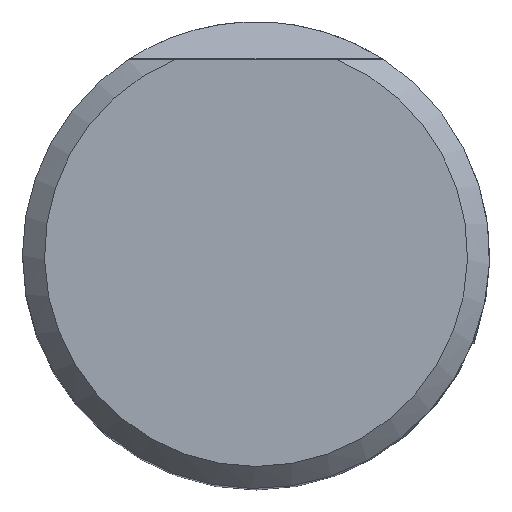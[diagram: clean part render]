
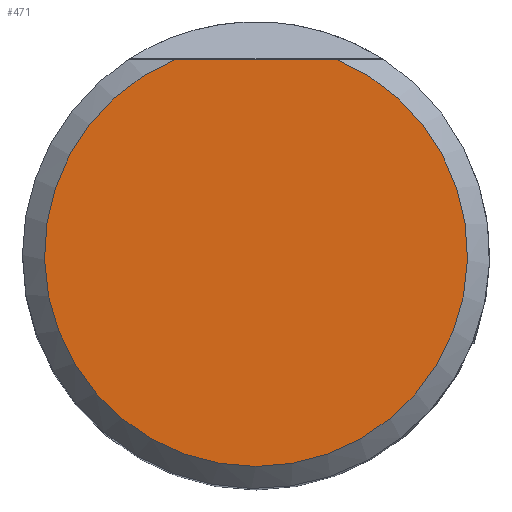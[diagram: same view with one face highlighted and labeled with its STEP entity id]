
A CAD part, top view. The second image highlights one B-rep face of the part: STEP entity #471.
In plain terms, the highlighted planar face has unit normal (0, 0, 1).
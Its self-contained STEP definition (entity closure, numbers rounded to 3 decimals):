
#261=FACE_OUTER_BOUND('',#917,.T.);
#471=ADVANCED_FACE('',(#261),#694,.T.);
#694=PLANE('',#4129);
#917=EDGE_LOOP('',(#1940,#1941));
#1198=LINE('',#6075,#1381);
#1381=VECTOR('',#4684,1.);
#1608=CIRCLE('',#4128,14.371);
#1940=ORIENTED_EDGE('',*,*,#3355,.F.);
#1941=ORIENTED_EDGE('',*,*,#3356,.T.);
#2977=VERTEX_POINT('',#6076);
#2978=VERTEX_POINT('',#6077);
#3355=EDGE_CURVE('',#2977,#2978,#1198,.T.);
#3356=EDGE_CURVE('',#2977,#2978,#1608,.T.);
#4128=AXIS2_PLACEMENT_3D('',#6078,#4685,#4686);
#4129=AXIS2_PLACEMENT_3D('',#6079,#4687,#4688);
#4684=DIRECTION('',(1.,0.,0.));
#4685=DIRECTION('',(0.,0.,1.));
#4686=DIRECTION('',(1.,0.,0.));
#4687=DIRECTION('',(0.,0.,1.));
#4688=DIRECTION('',(1.,0.,0.));
#6075=CARTESIAN_POINT('',(0.,13.289,0.));
#6076=CARTESIAN_POINT('',(-5.471,13.289,0.));
#6077=CARTESIAN_POINT('',(5.471,13.289,0.));
#6078=CARTESIAN_POINT('',(0.,0.,0.));
#6079=CARTESIAN_POINT('',(0.,0.,0.));
